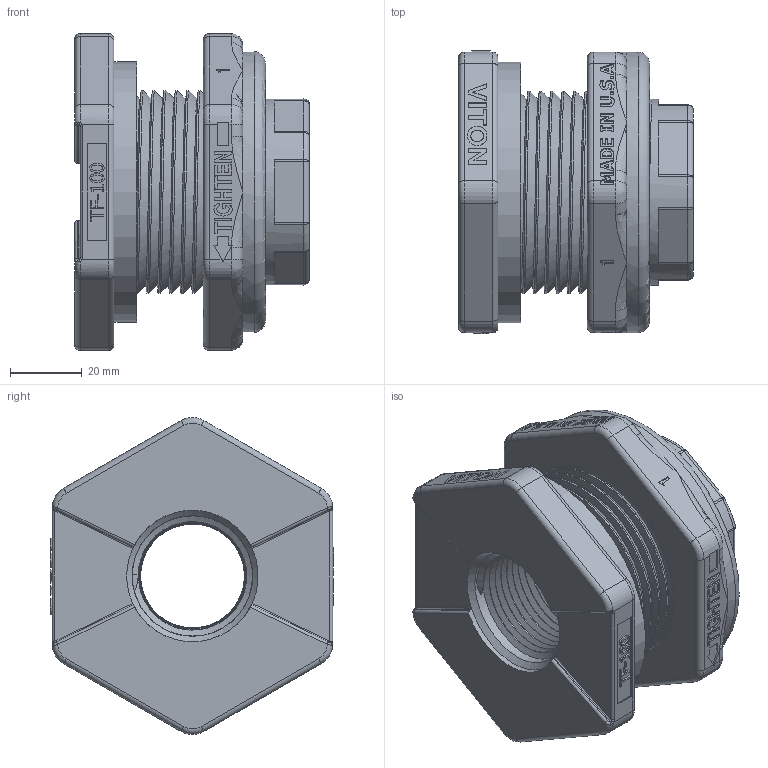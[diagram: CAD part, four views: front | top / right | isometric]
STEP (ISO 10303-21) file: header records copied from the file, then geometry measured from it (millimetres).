
FILE_DESCRIPTION(/* description */ (''),/* implementation_level */ '2;1');
FILE_NAME(/* name */ 'TF100V.stp',/* time_stamp */ '2016-12-02T14:40:28-05:00',/* author */ ('MJC'),/* organization */ (''),/* preprocessor_version */ 'ST-DEVELOPER v16.5',/* originating_system */ 'Autodesk Inventor 2017',/* authorisation */ '');
FILE_SCHEMA (('AUTOMOTIVE_DESIGN { 1 0 10303 214 3 1 1 }'));
Length unit declared in the file: inch
Products named in the file (6): TF100V; TF101; TF103; TF103X; TF100GV; VITON_020_Blue
Assembly tree (5 placements, depth 3):
  TF100V
    TF101
    TF103
      TF103X
    TF100GV
    VITON_020_Blue
Bounding box: 65.28 x 78.74 x 88.08 mm (x, y, z)
Volume: 182494.1 mm3; surface area: 56057.4 mm2
Topology: 8 solids, 8 shells, 922 faces, 2415 edges, 1560 vertices
Faces by surface type: plane 543, bspline 210, cylinder 99, cone 33, torus 25, sphere 12
Full cylindrical faces by diameter (mm): 28.956 x1, 51.816 x11, 56.515 x1, 57.15 x1, 57.531 x4, 72.39 x1, 77.978 x1
Entity records: 36267 total; most frequent: CARTESIAN_POINT 15736, ORIENTED_EDGE 4554, DIRECTION 3518, EDGE_CURVE 2277, LINE 1586, VECTOR 1586, VERTEX_POINT 1484, EDGE_LOOP 969
